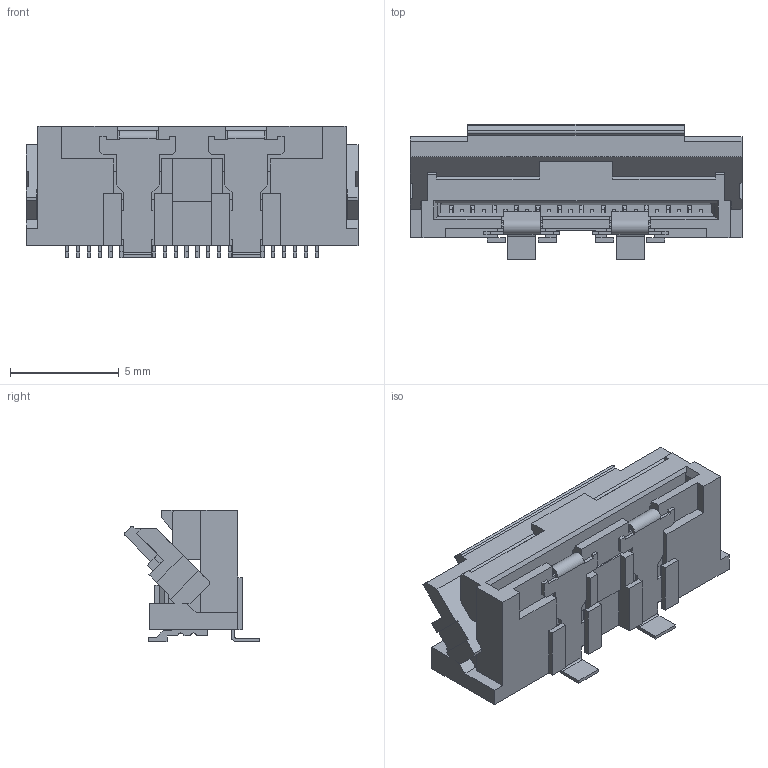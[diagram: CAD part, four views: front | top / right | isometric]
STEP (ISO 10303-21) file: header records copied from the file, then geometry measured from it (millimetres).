
FILE_DESCRIPTION(('FreeCAD Model'),'2;1');
FILE_NAME('Molex_502231-2400_1x24-1SH_P0.5mm_Vertical.step','2019-09-26T00:03:43',('kicad StepUp'),('ksu MCAD'), 'Open CASCADE STEP processor 7.3','FreeCAD','Unknown');
FILE_SCHEMA(('AUTOMOTIVE_DESIGN { 1 0 10303 214 1 1 1 1 }'));
Length unit declared in the file: millimetre
Products named in the file (1): Molex_502231-2400_1x24-1SH_P0.5mm_Vertical
Bounding box: 15.3 x 6.22 x 6.05 mm (x, y, z)
Volume: 218.4 mm3; surface area: 970.3 mm2
Topology: 1 solids, 1 shells, 1333 faces, 3971 edges, 2623 vertices
Faces by surface type: plane 1161, cylinder 172
Entity records: 44197 total; most frequent: ORIENTED_EDGE 7942, CARTESIAN_POINT 7928, DIRECTION 6985, EDGE_CURVE 3971, LINE 3625, VECTOR 3625, VERTEX_POINT 2623, AXIS2_PLACEMENT_3D 1680
